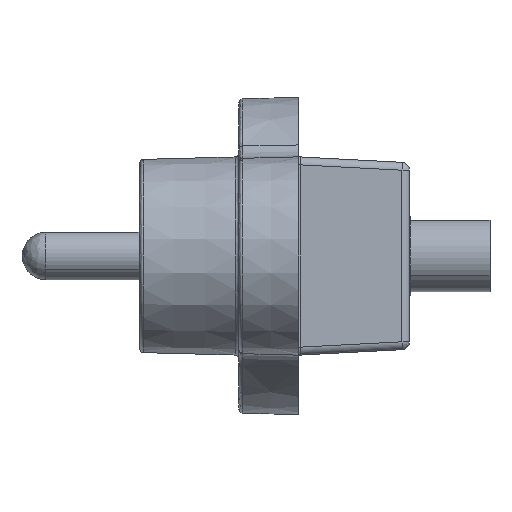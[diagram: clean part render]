
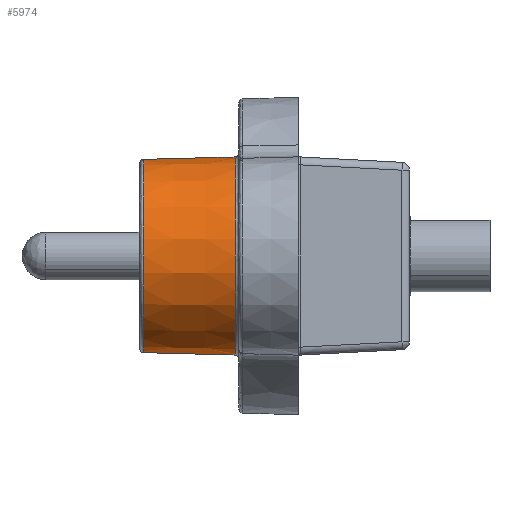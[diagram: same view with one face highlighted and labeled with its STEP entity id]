
A CAD part, left-side view. The second image highlights one B-rep face of the part: STEP entity #5974.
In plain terms, the highlighted conical face has half-angle 1.5 degrees and reference radius 2.497 mm.
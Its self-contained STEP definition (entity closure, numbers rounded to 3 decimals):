
#91 = AXIS2_PLACEMENT_3D ( 'NONE', #5957, #1317, #4810 ) ;
#174 = DIRECTION ( 'NONE',  ( 0., 0., -1. ) ) ;
#205 = DIRECTION ( 'NONE',  ( 0., 1., 0.026 ) ) ;
#250 = EDGE_CURVE ( 'NONE', #4173, #685, #6643, .T. ) ;
#268 = VECTOR ( 'NONE', #3882, 1000. ) ;
#315 = CARTESIAN_POINT ( 'NONE',  ( 0., 1.597, 2.497 ) ) ;
#513 = EDGE_CURVE ( 'NONE', #5809, #685, #5029, .T. ) ;
#535 = CONICAL_SURFACE ( 'NONE', #5219, 2.497, 0.026 ) ;
#685 = VERTEX_POINT ( 'NONE', #315 ) ;
#910 = ORIENTED_EDGE ( 'NONE', *, *, #7544, .F. ) ;
#1317 = DIRECTION ( 'NONE',  ( 0., -1., 0. ) ) ;
#1362 = CARTESIAN_POINT ( 'NONE',  ( 0., 1.597, 0. ) ) ;
#1949 = DIRECTION ( 'NONE',  ( 0., 0., -1. ) ) ;
#2237 = EDGE_LOOP ( 'NONE', ( #5816, #5329, #910, #5615 ) ) ;
#2365 = DIRECTION ( 'NONE',  ( 0., -1., 0. ) ) ;
#2500 = VERTEX_POINT ( 'NONE', #2857 ) ;
#2724 = EDGE_CURVE ( 'NONE', #4173, #2500, #3808, .T. ) ;
#2857 = CARTESIAN_POINT ( 'NONE',  ( 0., 3.903, -2.437 ) ) ;
#3283 = CARTESIAN_POINT ( 'NONE',  ( 0., 1.597, -2.497 ) ) ;
#3808 = CIRCLE ( 'NONE', #91, 2.437 ) ;
#3882 = DIRECTION ( 'NONE',  ( 0., -1., 0.026 ) ) ;
#3953 = CARTESIAN_POINT ( 'NONE',  ( 0., 1.5, 2.5 ) ) ;
#4081 = AXIS2_PLACEMENT_3D ( 'NONE', #1362, #6076, #1949 ) ;
#4173 = VERTEX_POINT ( 'NONE', #4493 ) ;
#4493 = CARTESIAN_POINT ( 'NONE',  ( 0., 3.903, 2.437 ) ) ;
#4541 = VECTOR ( 'NONE', #205, 1000. ) ;
#4810 = DIRECTION ( 'NONE',  ( 0., 0., -1. ) ) ;
#5029 = CIRCLE ( 'NONE', #4081, 2.497 ) ;
#5219 = AXIS2_PLACEMENT_3D ( 'NONE', #5346, #2365, #174 ) ;
#5314 = FACE_OUTER_BOUND ( 'NONE', #2237, .T. ) ;
#5329 = ORIENTED_EDGE ( 'NONE', *, *, #2724, .T. ) ;
#5346 = CARTESIAN_POINT ( 'NONE',  ( 0., 1.597, 0. ) ) ;
#5615 = ORIENTED_EDGE ( 'NONE', *, *, #513, .T. ) ;
#5809 = VERTEX_POINT ( 'NONE', #3283 ) ;
#5816 = ORIENTED_EDGE ( 'NONE', *, *, #250, .F. ) ;
#5957 = CARTESIAN_POINT ( 'NONE',  ( 0., 3.903, 0. ) ) ;
#5974 = ADVANCED_FACE ( 'NONE', ( #5314 ), #535, .T. ) ;
#6076 = DIRECTION ( 'NONE',  ( 0., 1., 0. ) ) ;
#6576 = CARTESIAN_POINT ( 'NONE',  ( 0., 1.5, -2.5 ) ) ;
#6643 = LINE ( 'NONE', #3953, #268 ) ;
#7176 = LINE ( 'NONE', #6576, #4541 ) ;
#7544 = EDGE_CURVE ( 'NONE', #5809, #2500, #7176, .T. ) ;
